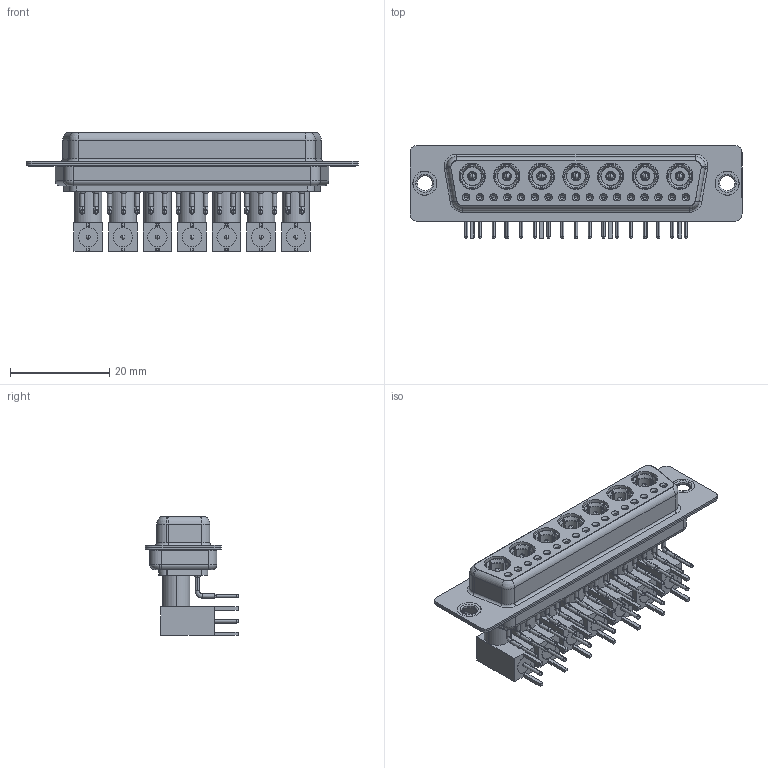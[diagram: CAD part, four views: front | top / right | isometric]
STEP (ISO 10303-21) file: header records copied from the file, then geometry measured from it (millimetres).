
FILE_DESCRIPTION (( 'STEP AP203' ), '1' );
FILE_NAME ('630-24W7640-7T1.STEP', '2022-06-09T03:48:46', ( '' ), ( '' ), 'SwSTEP 2.0', 'SolidWorks 2020', '' );
FILE_SCHEMA (( 'CONFIG_CONTROL_DESIGN' ));
Length unit declared in the file: millimetre
Products named in the file (19): 630Combo Housing_24W7; Co-Ax Plug Assy_RA 50; 630-24W7640-7T1; 630Combo Contact Row 3; Locking Collar; 630Combo Shell Rear_50 Contacts; Insulator Pin_Straight PC Tail; Pin_RA 50; Insulator RA Pin; Co-Ax Plug_RA 50; RA Back Shell_50; 630Combo Thru Hole Rivet; 630Combo Shell Front_50 Contacts
Assembly tree (71 placements, depth 3):
  630-24W7640-7T1
    630Combo Housing_24W7
    630Combo Shell Front_50 Contacts
    630Combo Shell Rear_50 Contacts
    630Combo Thru Hole Rivet  x2
    Co-Ax Plug Assy_RA 50
      Co-Ax Plug_RA 50
      Insulator Pin_Straight PC Tail
      Pin_RA 50
      Locking Collar
      RA Back Shell_50
      Insulator RA Pin
    Co-Ax Plug Assy_RA 50
      Co-Ax Plug_RA 50
      Insulator Pin_Straight PC Tail
      Pin_RA 50
      Locking Collar
      RA Back Shell_50
      Insulator RA Pin
    Co-Ax Plug Assy_RA 50
      Co-Ax Plug_RA 50
      Insulator Pin_Straight PC Tail
      Pin_RA 50
      Locking Collar
      RA Back Shell_50
      Insulator RA Pin
    Co-Ax Plug Assy_RA 50
      Co-Ax Plug_RA 50
      Insulator Pin_Straight PC Tail
      Pin_RA 50
      Locking Collar
      RA Back Shell_50
      Insulator RA Pin
    Co-Ax Plug Assy_RA 50
      Co-Ax Plug_RA 50
      Insulator Pin_Straight PC Tail
      Pin_RA 50
      Locking Collar
      RA Back Shell_50
      Insulator RA Pin
    Co-Ax Plug Assy_RA 50
      Co-Ax Plug_RA 50
      Insulator Pin_Straight PC Tail
      Pin_RA 50
      Locking Collar
      RA Back Shell_50
      Insulator RA Pin
    Co-Ax Plug Assy_RA 50
      Co-Ax Plug_RA 50
      Insulator Pin_Straight PC Tail
      Pin_RA 50
      Locking Collar
      RA Back Shell_50
      Insulator RA Pin
    630Combo Contact Row 3  x17
Bounding box: 67 x 18.8 x 23.95 mm (x, y, z)
Volume: 9042.2 mm3; surface area: 20222.4 mm2
Topology: 64 solids, 64 shells, 2330 faces, 5705 edges, 3573 vertices
Faces by surface type: cylinder 967, plane 791, cone 362, torus 107, bspline 75, sphere 28
Entity records: 24126 total; most frequent: DIRECTION 3927, CARTESIAN_POINT 3910, ORIENTED_EDGE 3206, AXIS2_PLACEMENT_3D 1635, EDGE_CURVE 1603, VERTEX_POINT 1017, CIRCLE 867, EDGE_LOOP 846
